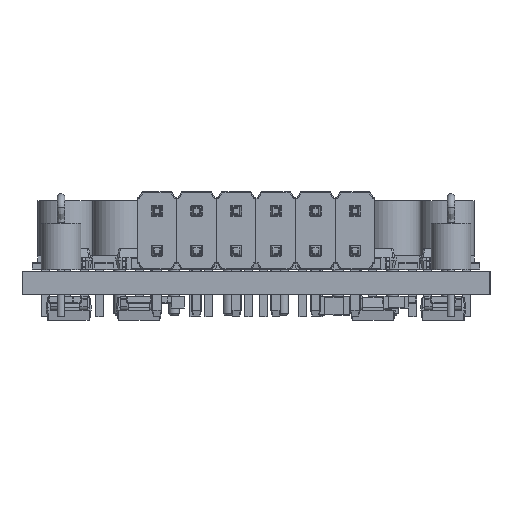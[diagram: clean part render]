
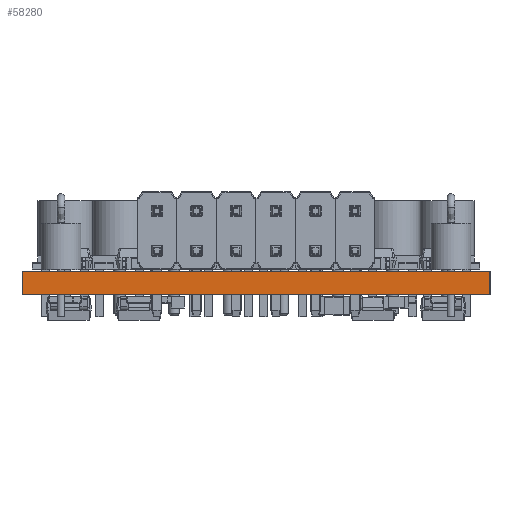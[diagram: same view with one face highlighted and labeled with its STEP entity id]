
A CAD part, left-side view. The second image highlights one B-rep face of the part: STEP entity #58280.
In plain terms, the highlighted planar face has unit normal (-1, 0, 0).
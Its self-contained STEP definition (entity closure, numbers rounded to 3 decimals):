
#58224 = VERTEX_POINT('',#58225);
#58225 = CARTESIAN_POINT('',(127.5,-100.,1.51));
#58231 = EDGE_CURVE('',#58232,#58224,#58234,.T.);
#58232 = VERTEX_POINT('',#58233);
#58233 = CARTESIAN_POINT('',(127.5,-100.,0.));
#58234 = LINE('',#58235,#58236);
#58235 = CARTESIAN_POINT('',(127.5,-100.,0.));
#58236 = VECTOR('',#58237,1.);
#58237 = DIRECTION('',(0.,0.,1.));
#58280 = ADVANCED_FACE('',(#58281),#58306,.T.);
#58281 = FACE_BOUND('',#58282,.T.);
#58282 = EDGE_LOOP('',(#58283,#58284,#58292,#58300));
#58283 = ORIENTED_EDGE('',*,*,#58231,.T.);
#58284 = ORIENTED_EDGE('',*,*,#58285,.T.);
#58285 = EDGE_CURVE('',#58224,#58286,#58288,.T.);
#58286 = VERTEX_POINT('',#58287);
#58287 = CARTESIAN_POINT('',(127.5,-70.,1.51));
#58288 = LINE('',#58289,#58290);
#58289 = CARTESIAN_POINT('',(127.5,-100.,1.51));
#58290 = VECTOR('',#58291,1.);
#58291 = DIRECTION('',(0.,1.,0.));
#58292 = ORIENTED_EDGE('',*,*,#58293,.F.);
#58293 = EDGE_CURVE('',#58294,#58286,#58296,.T.);
#58294 = VERTEX_POINT('',#58295);
#58295 = CARTESIAN_POINT('',(127.5,-70.,0.));
#58296 = LINE('',#58297,#58298);
#58297 = CARTESIAN_POINT('',(127.5,-70.,0.));
#58298 = VECTOR('',#58299,1.);
#58299 = DIRECTION('',(0.,0.,1.));
#58300 = ORIENTED_EDGE('',*,*,#58301,.F.);
#58301 = EDGE_CURVE('',#58232,#58294,#58302,.T.);
#58302 = LINE('',#58303,#58304);
#58303 = CARTESIAN_POINT('',(127.5,-100.,0.));
#58304 = VECTOR('',#58305,1.);
#58305 = DIRECTION('',(0.,1.,0.));
#58306 = PLANE('',#58307);
#58307 = AXIS2_PLACEMENT_3D('',#58308,#58309,#58310);
#58308 = CARTESIAN_POINT('',(127.5,-100.,0.));
#58309 = DIRECTION('',(-1.,0.,0.));
#58310 = DIRECTION('',(0.,1.,0.));
